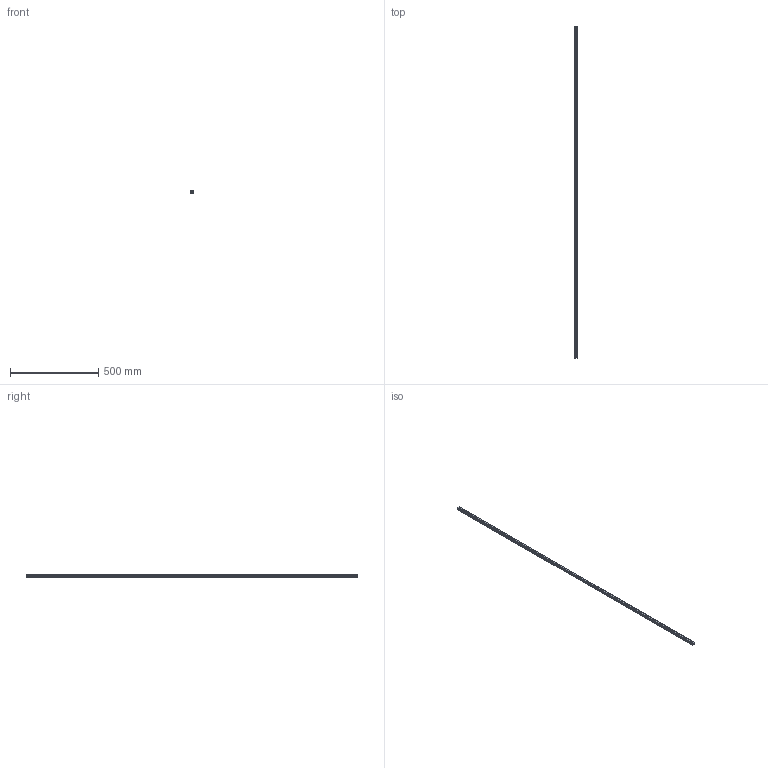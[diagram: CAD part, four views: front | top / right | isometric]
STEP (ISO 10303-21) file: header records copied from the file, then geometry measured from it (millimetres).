
FILE_DESCRIPTION(('STEP AP214'),'1');
FILE_NAME('cctmp_AB412294-2A9F-42B7-9013-D6019F9EBE73_2020_4_23_12_57_56_449..stp','2020-04-23T10:57:56',('HIWIN GmbH'),('CADClick - www.CADClick.com'),'Spatial InterOp 3D',' ','unknown authorization');
FILE_SCHEMA(('AUTOMOTIVE_DESIGN'));
Length unit declared in the file: millimetre
Products named in the file (1): HGR15R1880H_FILE
Bounding box: 15 x 1880 x 15 mm (x, y, z)
Volume: 345172.4 mm3; surface area: 125501.9 mm2
Topology: 1 solids, 1 shells, 403 faces, 903 edges, 602 vertices
Faces by surface type: cylinder 218, plane 185
Entity records: 14641 total; most frequent: DIRECTION 2147, CARTESIAN_POINT 1909, ORIENTED_EDGE 1806, EDGE_CURVE 903, AXIS2_PLACEMENT_3D 840, VERTEX_POINT 602, EDGE_LOOP 503, LINE 467
